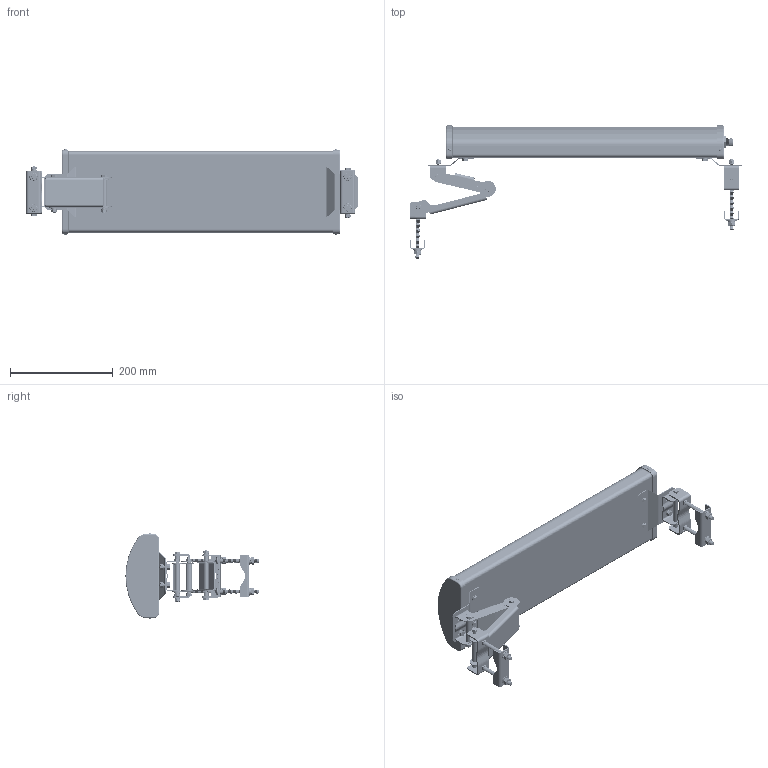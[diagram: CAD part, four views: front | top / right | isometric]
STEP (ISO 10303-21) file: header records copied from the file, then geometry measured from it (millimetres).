
FILE_DESCRIPTION (( 'STEP AP203' ), '1' );
FILE_NAME ('HG2414SP-090.STEP', '2011-05-24T13:07:33', ( 'x' ), ( 'Microsoft' ), 'SwSTEP 2.0', 'SolidWorks 2010', '' );
FILE_SCHEMA (( 'CONFIG_CONTROL_DESIGN' ));
Products named in the file (7): HG2414SP-090_Bracket-2; HG2414SP-090_Bracket-1; HG2414SP-090; HG2414SP-090_ANTENNA; HG2414SP-090_bracket; HG2414SP-090_Bracket-3; HG2414SP-090_Bracket-4
Assembly tree (9 placements, depth 2):
  HG2414SP-090
    HG2414SP-090_Bracket-4  x2
    HG2414SP-090_Bracket-3  x2
    HG2414SP-090_Bracket-1
    HG2414SP-090_bracket  x2
    HG2414SP-090_ANTENNA
    HG2414SP-090_Bracket-2
Bounding box: 646.27 x 259.2 x 167.07 mm (x, y, z)
Volume: 4536992.8 mm3; surface area: 402057.7 mm2
Topology: 11 solids, 11 shells, 5301 faces, 11286 edges, 6121 vertices
Faces by surface type: cone 4062, plane 677, cylinder 387, torus 175
Entity records: 93121 total; most frequent: CARTESIAN_POINT 17591, DIRECTION 17278, ORIENTED_EDGE 14544, EDGE_CURVE 7272, AXIS2_PLACEMENT_3D 6814, VERTEX_POINT 3955, LINE 3650, VECTOR 3650
